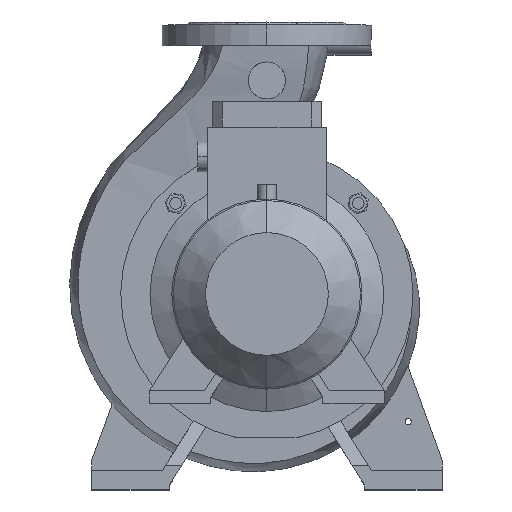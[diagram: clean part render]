
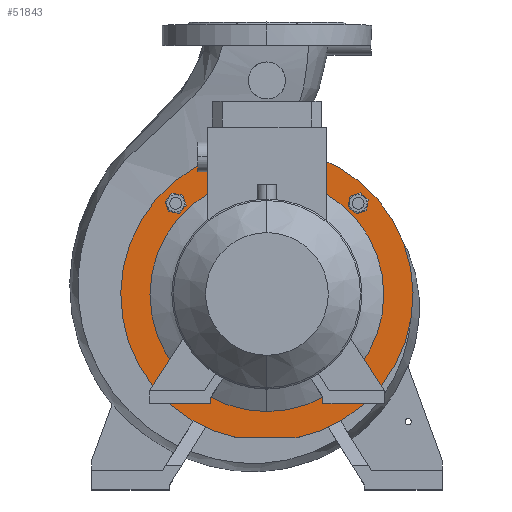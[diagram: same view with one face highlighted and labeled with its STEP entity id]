
A CAD part, top view. The second image highlights one B-rep face of the part: STEP entity #51843.
In plain terms, the highlighted planar face has unit normal (0, 0, 1).
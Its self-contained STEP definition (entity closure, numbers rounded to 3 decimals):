
#90 = CARTESIAN_POINT ( 'NONE',  ( -93.692, -93.692, 199. ) ) ;
#494 = FACE_OUTER_BOUND ( 'NONE', #37823, .T. ) ;
#1134 = EDGE_CURVE ( 'NONE', #22372, #33194, #9076, .T. ) ;
#2418 = DIRECTION ( 'NONE',  ( 0., 0., -1. ) ) ;
#2909 = EDGE_LOOP ( 'NONE', ( #29596, #17393 ) ) ;
#3058 = DIRECTION ( 'NONE',  ( 0., 0., 1. ) ) ;
#3255 = CARTESIAN_POINT ( 'NONE',  ( -93.692, 93.692, 199. ) ) ;
#3273 = CARTESIAN_POINT ( 'NONE',  ( -92.124, -84.804, 199. ) ) ;
#3338 = EDGE_LOOP ( 'NONE', ( #3781, #48387 ) ) ;
#3383 = DIRECTION ( 'NONE',  ( 0., -1., 0. ) ) ;
#3781 = ORIENTED_EDGE ( 'NONE', *, *, #14259, .T. ) ;
#3906 = CIRCLE ( 'NONE', #26836, 9.025 ) ;
#4089 = EDGE_CURVE ( 'NONE', #14417, #10763, #41309, .T. ) ;
#4876 = CARTESIAN_POINT ( 'NONE',  ( 93.692, 93.692, 199. ) ) ;
#4897 = EDGE_LOOP ( 'NONE', ( #41519, #42866 ) ) ;
#4949 = DIRECTION ( 'NONE',  ( 0., 0., 1. ) ) ;
#4992 = VERTEX_POINT ( 'NONE', #45432 ) ;
#5307 = CIRCLE ( 'NONE', #40120, 120. ) ;
#5336 = DIRECTION ( 'NONE',  ( 0., -1., 0. ) ) ;
#6475 = DIRECTION ( 'NONE',  ( 0., -1., 0. ) ) ;
#6552 = EDGE_LOOP ( 'NONE', ( #7849, #38545 ) ) ;
#7034 = CARTESIAN_POINT ( 'NONE',  ( -84.804, 92.124, 199. ) ) ;
#7348 = AXIS2_PLACEMENT_3D ( 'NONE', #3255, #3058, #11973 ) ;
#7849 = ORIENTED_EDGE ( 'NONE', *, *, #23450, .F. ) ;
#8413 = DIRECTION ( 'NONE',  ( 0., 0., 1. ) ) ;
#8428 = EDGE_CURVE ( 'NONE', #53355, #18451, #18541, .T. ) ;
#9076 = CIRCLE ( 'NONE', #35477, 9.025 ) ;
#9435 = AXIS2_PLACEMENT_3D ( 'NONE', #53617, #48831, #15619 ) ;
#9637 = CARTESIAN_POINT ( 'NONE',  ( -29.85, -147., 199. ) ) ;
#9955 = ORIENTED_EDGE ( 'NONE', *, *, #10521, .F. ) ;
#10237 = CARTESIAN_POINT ( 'NONE',  ( -93.692, -93.692, 199. ) ) ;
#10521 = EDGE_CURVE ( 'NONE', #57794, #48703, #15126, .T. ) ;
#10763 = VERTEX_POINT ( 'NONE', #31643 ) ;
#10955 = DIRECTION ( 'NONE',  ( 0., 1., 0. ) ) ;
#11784 = VERTEX_POINT ( 'NONE', #21029 ) ;
#11973 = DIRECTION ( 'NONE',  ( 0., -1., 0. ) ) ;
#13328 = VERTEX_POINT ( 'NONE', #14316 ) ;
#13341 = VERTEX_POINT ( 'NONE', #45547 ) ;
#14259 = EDGE_CURVE ( 'NONE', #13341, #11784, #45150, .T. ) ;
#14316 = CARTESIAN_POINT ( 'NONE',  ( 29.85, -147., 199. ) ) ;
#14417 = VERTEX_POINT ( 'NONE', #36965 ) ;
#14454 = CARTESIAN_POINT ( 'NONE',  ( -102.58, 95.259, 199. ) ) ;
#15085 = DIRECTION ( 'NONE',  ( 0., -1., 0. ) ) ;
#15126 = CIRCLE ( 'NONE', #7348, 9.025 ) ;
#15152 = AXIS2_PLACEMENT_3D ( 'NONE', #90, #4949, #44678 ) ;
#15619 = DIRECTION ( 'NONE',  ( 0., 1., 0. ) ) ;
#16136 = DIRECTION ( 'NONE',  ( 1., 0., 0. ) ) ;
#16944 = DIRECTION ( 'NONE',  ( 0., 1., 0. ) ) ;
#16979 = CARTESIAN_POINT ( 'NONE',  ( -93.692, 93.692, 199. ) ) ;
#17274 = CARTESIAN_POINT ( 'NONE',  ( 0., 0., 199. ) ) ;
#17393 = ORIENTED_EDGE ( 'NONE', *, *, #22653, .F. ) ;
#18161 = CIRCLE ( 'NONE', #51750, 150. ) ;
#18451 = VERTEX_POINT ( 'NONE', #23635 ) ;
#18541 = CIRCLE ( 'NONE', #32969, 150. ) ;
#18703 = ORIENTED_EDGE ( 'NONE', *, *, #49460, .F. ) ;
#19684 = CARTESIAN_POINT ( 'NONE',  ( 93.692, -93.692, 199. ) ) ;
#19879 = DIRECTION ( 'NONE',  ( 0., 0., 1. ) ) ;
#20294 = CARTESIAN_POINT ( 'NONE',  ( 0., 0., 199. ) ) ;
#20650 = FACE_BOUND ( 'NONE', #4897, .T. ) ;
#21029 = CARTESIAN_POINT ( 'NONE',  ( 0., -120., 199. ) ) ;
#21690 = AXIS2_PLACEMENT_3D ( 'NONE', #10237, #27656, #15085 ) ;
#22202 = DIRECTION ( 'NONE',  ( 0., 0., -1. ) ) ;
#22372 = VERTEX_POINT ( 'NONE', #38175 ) ;
#22653 = EDGE_CURVE ( 'NONE', #4992, #40419, #51275, .T. ) ;
#23450 = EDGE_CURVE ( 'NONE', #10763, #14417, #3906, .T. ) ;
#23635 = CARTESIAN_POINT ( 'NONE',  ( 0., 150., 199. ) ) ;
#24820 = DIRECTION ( 'NONE',  ( 0., 0., 1. ) ) ;
#24876 = FACE_BOUND ( 'NONE', #6552, .T. ) ;
#25613 = CIRCLE ( 'NONE', #45341, 9.025 ) ;
#26286 = FACE_BOUND ( 'NONE', #2909, .T. ) ;
#26296 = EDGE_CURVE ( 'NONE', #33194, #22372, #25613, .T. ) ;
#26371 = CARTESIAN_POINT ( 'NONE',  ( 93.692, -93.692, 199. ) ) ;
#26836 = AXIS2_PLACEMENT_3D ( 'NONE', #30058, #29859, #3383 ) ;
#27047 = EDGE_CURVE ( 'NONE', #11784, #13341, #5307, .T. ) ;
#27656 = DIRECTION ( 'NONE',  ( 0., 0., 1. ) ) ;
#28268 = ORIENTED_EDGE ( 'NONE', *, *, #32002, .F. ) ;
#28807 = CARTESIAN_POINT ( 'NONE',  ( 84.804, -92.124, 199. ) ) ;
#29596 = ORIENTED_EDGE ( 'NONE', *, *, #39989, .F. ) ;
#29859 = DIRECTION ( 'NONE',  ( 0., 0., 1. ) ) ;
#30058 = CARTESIAN_POINT ( 'NONE',  ( 93.692, 93.692, 199. ) ) ;
#30217 = DIRECTION ( 'NONE',  ( 0., 0., -1. ) ) ;
#30781 = DIRECTION ( 'NONE',  ( 0., 1., 0. ) ) ;
#31643 = CARTESIAN_POINT ( 'NONE',  ( 92.124, 84.804, 199. ) ) ;
#32002 = EDGE_CURVE ( 'NONE', #48703, #57794, #44022, .T. ) ;
#32969 = AXIS2_PLACEMENT_3D ( 'NONE', #17274, #30217, #30781 ) ;
#33158 = EDGE_LOOP ( 'NONE', ( #9955, #28268 ) ) ;
#33194 = VERTEX_POINT ( 'NONE', #28807 ) ;
#34265 = LINE ( 'NONE', #56245, #46098 ) ;
#34664 = FACE_BOUND ( 'NONE', #3338, .T. ) ;
#35109 = ORIENTED_EDGE ( 'NONE', *, *, #8428, .F. ) ;
#35477 = AXIS2_PLACEMENT_3D ( 'NONE', #19684, #19879, #6475 ) ;
#36965 = CARTESIAN_POINT ( 'NONE',  ( 95.259, 102.58, 199. ) ) ;
#37823 = EDGE_LOOP ( 'NONE', ( #37926, #18703, #35109 ) ) ;
#37926 = ORIENTED_EDGE ( 'NONE', *, *, #42657, .T. ) ;
#38175 = CARTESIAN_POINT ( 'NONE',  ( 102.58, -95.259, 199. ) ) ;
#38545 = ORIENTED_EDGE ( 'NONE', *, *, #4089, .F. ) ;
#39989 = EDGE_CURVE ( 'NONE', #40419, #4992, #55828, .T. ) ;
#40120 = AXIS2_PLACEMENT_3D ( 'NONE', #20294, #2418, #10955 ) ;
#40419 = VERTEX_POINT ( 'NONE', #3273 ) ;
#40867 = FACE_BOUND ( 'NONE', #33158, .T. ) ;
#41309 = CIRCLE ( 'NONE', #42008, 9.025 ) ;
#41519 = ORIENTED_EDGE ( 'NONE', *, *, #26296, .F. ) ;
#41945 = PLANE ( 'NONE',  #43025 ) ;
#42008 = AXIS2_PLACEMENT_3D ( 'NONE', #4876, #53503, #57612 ) ;
#42657 = EDGE_CURVE ( 'NONE', #53355, #13328, #34265, .T. ) ;
#42866 = ORIENTED_EDGE ( 'NONE', *, *, #1134, .F. ) ;
#43025 = AXIS2_PLACEMENT_3D ( 'NONE', #46817, #24820, #5336 ) ;
#43883 = DIRECTION ( 'NONE',  ( 0., -1., 0. ) ) ;
#44022 = CIRCLE ( 'NONE', #45680, 9.025 ) ;
#44678 = DIRECTION ( 'NONE',  ( 0., -1., 0. ) ) ;
#45150 = CIRCLE ( 'NONE', #9435, 120. ) ;
#45341 = AXIS2_PLACEMENT_3D ( 'NONE', #26371, #8413, #43883 ) ;
#45432 = CARTESIAN_POINT ( 'NONE',  ( -95.259, -102.58, 199. ) ) ;
#45547 = CARTESIAN_POINT ( 'NONE',  ( 0., 120., 199. ) ) ;
#45680 = AXIS2_PLACEMENT_3D ( 'NONE', #16979, #56513, #47986 ) ;
#46098 = VECTOR ( 'NONE', #16136, 1000. ) ;
#46817 = CARTESIAN_POINT ( 'NONE',  ( 0., 150., 199. ) ) ;
#47986 = DIRECTION ( 'NONE',  ( 0., -1., 0. ) ) ;
#48387 = ORIENTED_EDGE ( 'NONE', *, *, #27047, .T. ) ;
#48703 = VERTEX_POINT ( 'NONE', #14454 ) ;
#48831 = DIRECTION ( 'NONE',  ( 0., 0., -1. ) ) ;
#48908 = CARTESIAN_POINT ( 'NONE',  ( 0., 0., 199. ) ) ;
#49460 = EDGE_CURVE ( 'NONE', #18451, #13328, #18161, .T. ) ;
#51275 = CIRCLE ( 'NONE', #15152, 9.025 ) ;
#51750 = AXIS2_PLACEMENT_3D ( 'NONE', #48908, #22202, #16944 ) ;
#51843 = ADVANCED_FACE ( 'NONE', ( #26286, #20650, #24876, #40867, #494, #34664 ), #41945, .T. ) ;
#53355 = VERTEX_POINT ( 'NONE', #9637 ) ;
#53503 = DIRECTION ( 'NONE',  ( 0., 0., 1. ) ) ;
#53617 = CARTESIAN_POINT ( 'NONE',  ( 0., 0., 199. ) ) ;
#55828 = CIRCLE ( 'NONE', #21690, 9.025 ) ;
#56245 = CARTESIAN_POINT ( 'NONE',  ( -150., -147., 199. ) ) ;
#56513 = DIRECTION ( 'NONE',  ( 0., 0., 1. ) ) ;
#57612 = DIRECTION ( 'NONE',  ( 0., -1., 0. ) ) ;
#57794 = VERTEX_POINT ( 'NONE', #7034 ) ;
